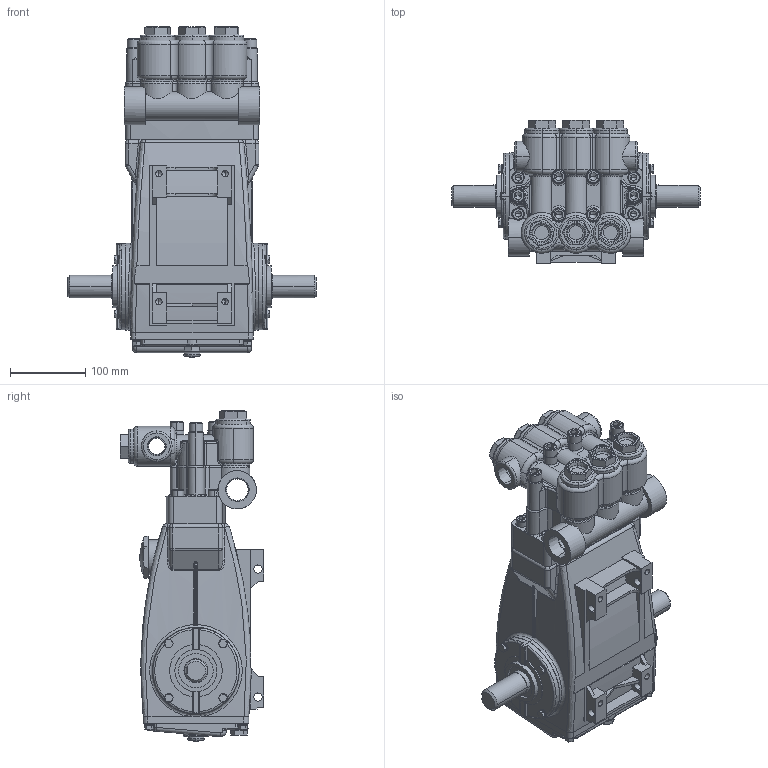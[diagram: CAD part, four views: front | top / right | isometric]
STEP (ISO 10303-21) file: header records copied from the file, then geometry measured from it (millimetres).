
FILE_DESCRIPTION (( 'STEP AP214' ), '1' );
FILE_NAME ('1530.STEP', '2009-04-30T21:22:43', ( 'Steve Larson' ), ( 'Diversified Dynamics' ), 'SwSTEP 2.0', 'SolidWorks 2009', '' );
FILE_SCHEMA (( 'AUTOMOTIVE_DESIGN' ));
Length unit declared in the file: inch
Products named in the file (7): Socket Head Cap Screw_AM_B18.3.1M - 10 x 1.5 x 55 Hex SHCS -- 55NHX; 48597; 48610; Socket Head Cap Screw_AM_B18.3.1M - 12 x 1.75 x 70 Hex SHCS -- 70NHX; 48608; 15frame_drive_end; 1530
Assembly tree (19 placements, depth 2):
  1530
    48597  x6
    Socket Head Cap Screw_AM_B18.3.1M - 10 x 1.5 x 55 Hex SHCS -- 55NHX  x4
    48610
    Socket Head Cap Screw_AM_B18.3.1M - 12 x 1.75 x 70 Hex SHCS -- 70NHX  x6
    48608
    15frame_drive_end
Bounding box: 329.95 x 190.46 x 438.33 mm (x, y, z)
Volume: 8552576.7 mm3; surface area: 552212.9 mm2
Topology: 19 solids, 19 shells, 1622 faces, 3849 edges, 2269 vertices
Faces by surface type: plane 678, cylinder 475, torus 226, cone 119, bspline 85, sphere 39
Entity records: 51861 total; most frequent: CARTESIAN_POINT 15246, DIRECTION 6538, ORIENTED_EDGE 6082, EDGE_CURVE 3041, AXIS2_PLACEMENT_3D 2626, VERTEX_POINT 1835, CIRCLE 1408, EDGE_LOOP 1376
